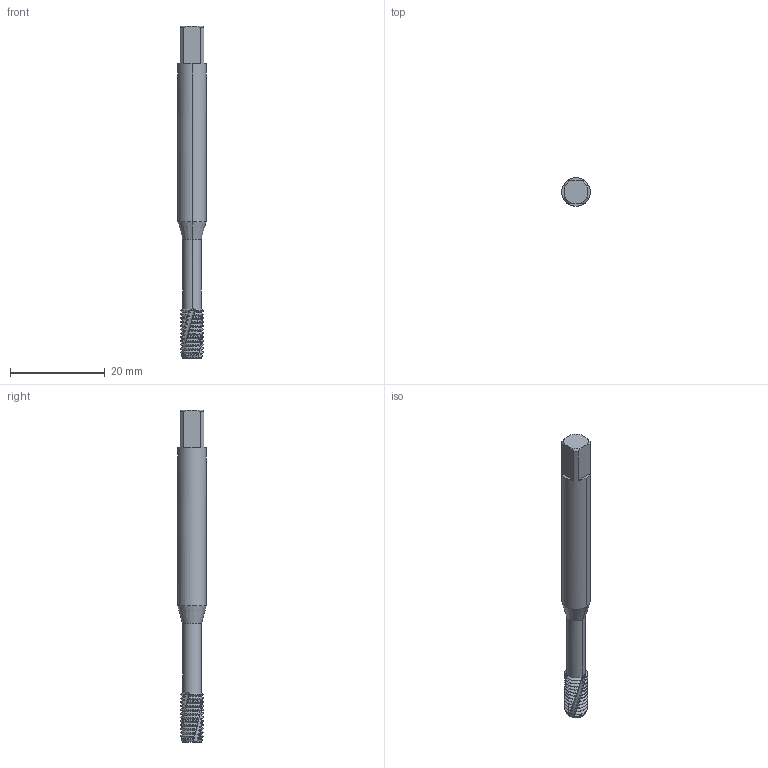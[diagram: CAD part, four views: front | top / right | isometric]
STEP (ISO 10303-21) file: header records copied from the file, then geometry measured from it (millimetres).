
FILE_DESCRIPTION(('no description'),'unknown implementation level');
FILE_NAME('solid_fHYkwj5Qhoc8HIgdGxi1EfiaFM_1.STP',' ',('CIM GmbH Aachen'),('CADClick - KiM GmbH - www.kimweb.de'),'unknown preprocess','ACIS','unknown authorization');
FILE_SCHEMA(('automotive_design'));
Length unit declared in the file: millimetre
Products named in the file (2): 1; 2
Bounding box: 6 x 6 x 70 mm (x, y, z)
Volume: 1539.3 mm3; surface area: 1530.3 mm2
Topology: 2 solids, 2 shells, 304 faces, 853 edges, 552 vertices
Faces by surface type: cone 142, cylinder 136, plane 17, bspline 6, revolution 3
Entity records: 22537 total; most frequent: CARTESIAN_POINT 5675, STYLED_ITEM 1710, PRESENTATION_STYLE_ASSIGNMENT 1710, COLOUR_RGB 1710, ORIENTED_EDGE 1704, DIRECTION 1410, EDGE_CURVE 852, CURVE_STYLE 852
